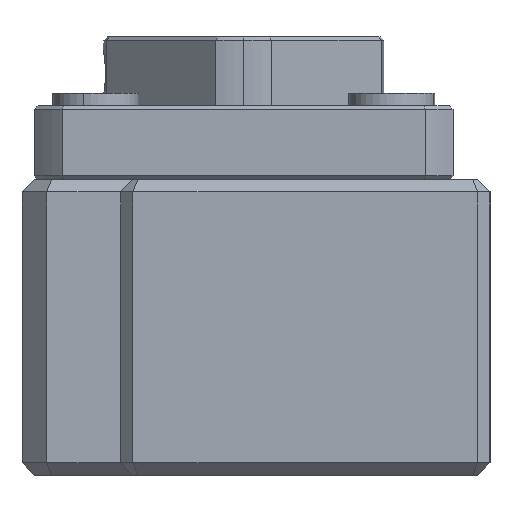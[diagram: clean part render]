
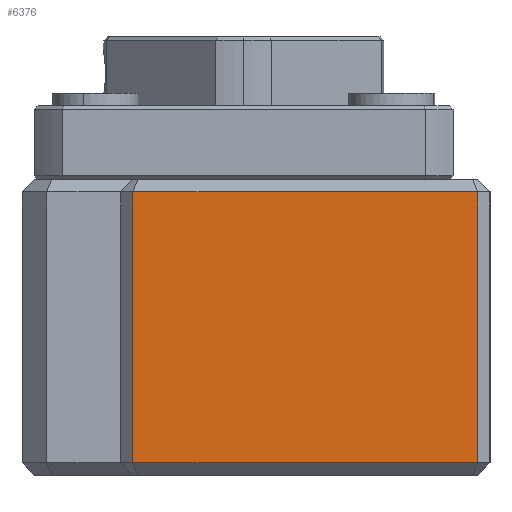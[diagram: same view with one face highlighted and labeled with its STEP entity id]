
A CAD part, left-side view. The second image highlights one B-rep face of the part: STEP entity #6376.
In plain terms, the highlighted planar face has unit normal (-1, 0, 0).
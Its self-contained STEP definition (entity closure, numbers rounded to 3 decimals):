
#230 = LINE ( 'NONE', #5381, #1812 ) ;
#313 = DIRECTION ( 'NONE',  ( 1., 0., 0. ) ) ;
#581 = ORIENTED_EDGE ( 'NONE', *, *, #6458, .T. ) ;
#590 = DIRECTION ( 'NONE',  ( 0., 0., 1. ) ) ;
#1151 = ORIENTED_EDGE ( 'NONE', *, *, #6334, .T. ) ;
#1479 = CARTESIAN_POINT ( 'NONE',  ( 0., 0., 24. ) ) ;
#1539 = CARTESIAN_POINT ( 'NONE',  ( 0., 29., 1. ) ) ;
#1812 = VECTOR ( 'NONE', #6659, 1000. ) ;
#1821 = VERTEX_POINT ( 'NONE', #3153 ) ;
#2249 = VECTOR ( 'NONE', #590, 1000. ) ;
#2353 = VECTOR ( 'NONE', #3085, 1000. ) ;
#2401 = CARTESIAN_POINT ( 'NONE',  ( 0., 1., 23. ) ) ;
#2433 = EDGE_CURVE ( 'NONE', #6724, #4081, #6751, .T. ) ;
#2881 = ORIENTED_EDGE ( 'NONE', *, *, #3250, .T. ) ;
#3085 = DIRECTION ( 'NONE',  ( 0., 1., 0. ) ) ;
#3153 = CARTESIAN_POINT ( 'NONE',  ( 0., 29., 23. ) ) ;
#3250 = EDGE_CURVE ( 'NONE', #4597, #6724, #230, .T. ) ;
#3354 = CARTESIAN_POINT ( 'NONE',  ( 0., 1., 24. ) ) ;
#3594 = FACE_OUTER_BOUND ( 'NONE', #5191, .T. ) ;
#3939 = CARTESIAN_POINT ( 'NONE',  ( 0., 1., 1. ) ) ;
#4081 = VERTEX_POINT ( 'NONE', #2401 ) ;
#4184 = CARTESIAN_POINT ( 'NONE',  ( 0., 29., 24. ) ) ;
#4199 = VECTOR ( 'NONE', #4721, 1000. ) ;
#4203 = DIRECTION ( 'NONE',  ( 0., 0., -1. ) ) ;
#4597 = VERTEX_POINT ( 'NONE', #1539 ) ;
#4721 = DIRECTION ( 'NONE',  ( 0., 0., -1. ) ) ;
#4982 = ORIENTED_EDGE ( 'NONE', *, *, #2433, .T. ) ;
#5073 = AXIS2_PLACEMENT_3D ( 'NONE', #1479, #313, #4203 ) ;
#5191 = EDGE_LOOP ( 'NONE', ( #581, #2881, #4982, #1151 ) ) ;
#5381 = CARTESIAN_POINT ( 'NONE',  ( 0., 1., 1. ) ) ;
#6334 = EDGE_CURVE ( 'NONE', #4081, #1821, #6694, .T. ) ;
#6343 = CARTESIAN_POINT ( 'NONE',  ( 0., 0., 23. ) ) ;
#6376 = ADVANCED_FACE ( 'NONE', ( #3594 ), #6947, .F. ) ;
#6458 = EDGE_CURVE ( 'NONE', #1821, #4597, #7133, .T. ) ;
#6659 = DIRECTION ( 'NONE',  ( 0., -1., 0. ) ) ;
#6694 = LINE ( 'NONE', #6343, #2353 ) ;
#6724 = VERTEX_POINT ( 'NONE', #3939 ) ;
#6751 = LINE ( 'NONE', #3354, #2249 ) ;
#6947 = PLANE ( 'NONE',  #5073 ) ;
#7133 = LINE ( 'NONE', #4184, #4199 ) ;
